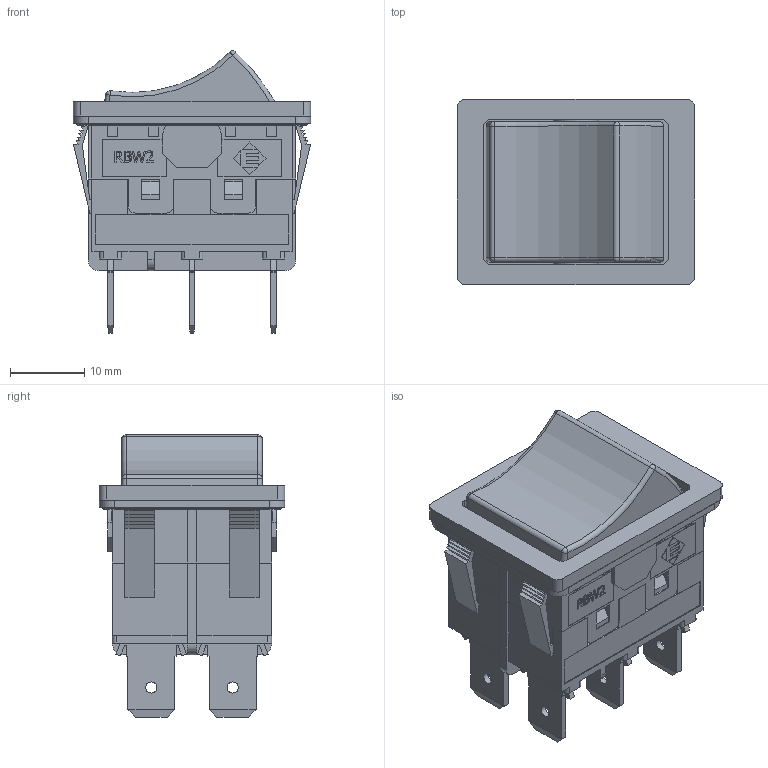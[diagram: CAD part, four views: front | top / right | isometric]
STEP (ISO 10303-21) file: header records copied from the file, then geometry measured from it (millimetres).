
FILE_DESCRIPTION((''),'2;1');
FILE_NAME('RBW2BxxxxxxEFx.stp','2014-12-15T14:11:59',('rcelander'),(''),'Autodesk Inventor 2012','Autodesk Inventor 2012','');
FILE_SCHEMA(('AUTOMOTIVE_DESIGN { 1 0 10303 214 1 1 1 1 }'));
Length unit declared in the file: millimetre
Products named in the file (9): Y100001; RBW2 Black Base; RBW2 Black Cover; RBW2 Pivot Plunger; RBW2 Terminal; RBW2 Black Rocker; RBW2 Rocker Pivot; RBW2 GASKET; RBW2 PLUG
Assembly tree (15 placements, depth 2):
  Y100001
    RBW2 Black Base
    RBW2 Black Cover
    RBW2 Pivot Plunger
    RBW2 Terminal  x6
    RBW2 Black Rocker
    RBW2 Rocker Pivot  x2
    RBW2 GASKET
    RBW2 PLUG  x2
Bounding box: 32 x 25 x 38.09 mm (x, y, z)
Volume: 7698.3 mm3; surface area: 14158.4 mm2
Topology: 15 solids, 15 shells, 1286 faces, 3519 edges, 2312 vertices
Faces by surface type: plane 970, cylinder 146, bspline 130, torus 30, cone 6, sphere 4
Full cylindrical faces by diameter (mm): 1.5 x6, 2.05 x1, 2.8 x2, 3.5 x2, 3.6 x2, 3.9 x2, 4.4 x2, 5.4 x2, 5.8 x2, 6.8 x1
Entity records: 36118 total; most frequent: CARTESIAN_POINT 7964, ORIENTED_EDGE 6126, DIRECTION 5117, EDGE_CURVE 3063, VECTOR 2491, LINE 2491, VERTEX_POINT 2028, AXIS2_PLACEMENT_3D 1313
